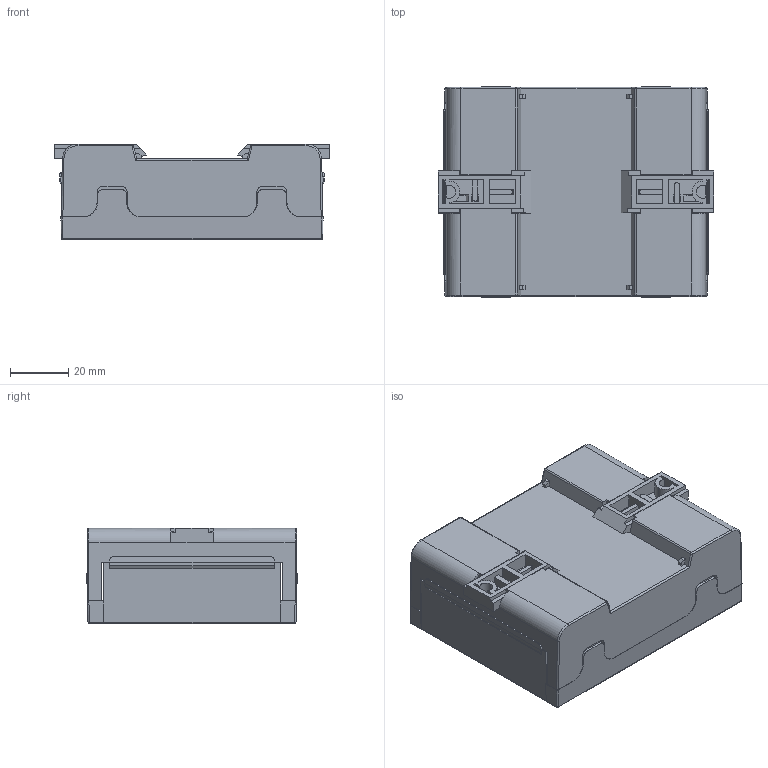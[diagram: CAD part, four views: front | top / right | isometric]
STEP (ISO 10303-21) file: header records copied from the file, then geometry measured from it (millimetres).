
FILE_DESCRIPTION (( 'STEP AP203' ), '1' );
FILE_NAME ('449-440-40.STEP', '2021-08-24T14:28:18', ( '' ), ( '' ), 'SwSTEP 2.0', 'SolidWorks 2018', '' );
FILE_SCHEMA (( 'CONFIG_CONTROL_DESIGN' ));
Length unit declared in the file: millimetre
Products named in the file (4): 449-440-40; 044900300; 044934011; 044944041_044944041
Assembly tree (4 placements, depth 2):
  449-440-40
    044944041_044944041
    044934011
    044900300  x2
Bounding box: 95 x 72.5 x 32.8 mm (x, y, z)
Volume: 38476.6 mm3; surface area: 52516.3 mm2
Topology: 4 solids, 4 shells, 509 faces, 1418 edges, 924 vertices
Faces by surface type: plane 395, cylinder 98, sphere 8, cone 4, torus 4
Entity records: 15139 total; most frequent: CARTESIAN_POINT 2756, ORIENTED_EDGE 2578, DIRECTION 2349, EDGE_CURVE 1289, LINE 1075, VECTOR 1075, VERTEX_POINT 844, AXIS2_PLACEMENT_3D 637
